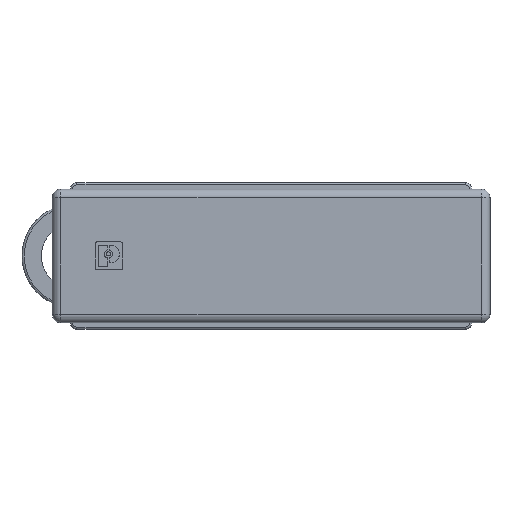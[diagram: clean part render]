
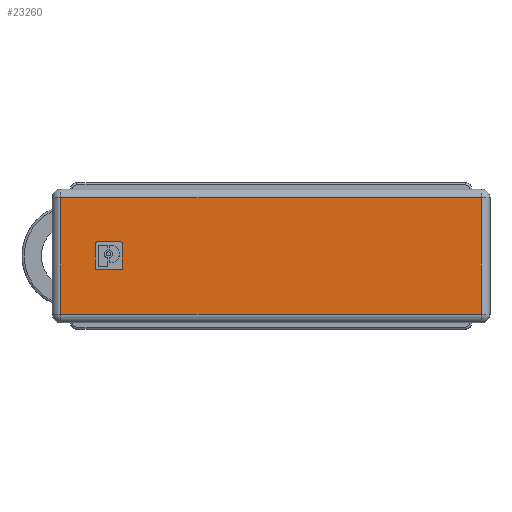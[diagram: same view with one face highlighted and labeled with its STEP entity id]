
A CAD part, top view. The second image highlights one B-rep face of the part: STEP entity #23260.
In plain terms, the highlighted planar face has unit normal (0, 0, 1).
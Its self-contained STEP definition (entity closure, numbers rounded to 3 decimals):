
#2520=CARTESIAN_POINT('',(83.571,12.25,10.6));
#2530=CARTESIAN_POINT('',(83.684,12.25,10.6));
#2540=CARTESIAN_POINT('',(83.794,12.295,10.6));
#2550=CARTESIAN_POINT('',(83.955,12.456,10.6));
#2560=CARTESIAN_POINT('',(84.,12.566,10.6));
#2570=CARTESIAN_POINT('',(84.,12.679,10.6));
#2580=B_SPLINE_CURVE_WITH_KNOTS('',3,(#2520,#2530,#2540,#2550,#2560,
#2570),.UNSPECIFIED.,.F.,.F.,(4,2,4),(0.,1.,2.),.UNSPECIFIED.);
#2590=CARTESIAN_POINT('',(83.571,12.25,10.6));
#2600=VERTEX_POINT('',#2590);
#2610=CARTESIAN_POINT('',(84.,12.679,10.6));
#2620=VERTEX_POINT('',#2610);
#2630=EDGE_CURVE('',#2600,#2620,#2580,.T.);
#8880=CARTESIAN_POINT('',(77.715,0.,10.6));
#8890=DIRECTION('',(0.,1.,0.));
#8900=VECTOR('',#8890,1.);
#8910=LINE('',#8880,#8900);
#8920=CARTESIAN_POINT('',(77.715,12.679,10.6));
#8930=VERTEX_POINT('',#8920);
#8940=CARTESIAN_POINT('',(77.715,18.321,10.6));
#8950=VERTEX_POINT('',#8940);
#8960=EDGE_CURVE('',#8930,#8950,#8910,.T.);
#11560=CARTESIAN_POINT('',(84.,0.,10.6));
#11570=DIRECTION('',(0.,1.,0.));
#11580=VECTOR('',#11570,1.);
#11590=LINE('',#11560,#11580);
#11600=CARTESIAN_POINT('',(84.,18.321,10.6));
#11610=VERTEX_POINT('',#11600);
#11620=EDGE_CURVE('',#2620,#11610,#11590,.T.);
#11940=CARTESIAN_POINT('',(0.,18.75,10.6));
#11950=DIRECTION('',(-1.,0.,0.));
#11960=VECTOR('',#11950,1.);
#11970=LINE('',#11940,#11960);
#11980=CARTESIAN_POINT('',(83.571,18.75,10.6));
#11990=VERTEX_POINT('',#11980);
#12000=CARTESIAN_POINT('',(78.144,18.75,10.6));
#12010=VERTEX_POINT('',#12000);
#12020=EDGE_CURVE('',#11990,#12010,#11970,.T.);
#13830=CARTESIAN_POINT('',(78.144,18.75,10.6));
#13840=CARTESIAN_POINT('',(78.03,18.75,10.6));
#13850=CARTESIAN_POINT('',(77.921,18.705,10.6));
#13860=CARTESIAN_POINT('',(77.76,18.544,10.6));
#13870=CARTESIAN_POINT('',(77.715,18.434,10.6));
#13880=CARTESIAN_POINT('',(77.715,18.321,10.6));
#13890=B_SPLINE_CURVE_WITH_KNOTS('',3,(#13830,#13840,#13850,#13860,
#13870,#13880),.UNSPECIFIED.,.F.,.F.,(4,2,4),(0.,1.,2.),.UNSPECIFIED.);
#13900=EDGE_CURVE('',#12010,#8950,#13890,.T.);
#15820=CARTESIAN_POINT('',(7.315,0.,10.6));
#15830=DIRECTION('',(0.,0.,1.));
#15840=DIRECTION('',(1.,0.,0.));
#15850=AXIS2_PLACEMENT_3D('',#15820,#15830,#15840);
#15860=PLANE('',#15850);
#16910=CARTESIAN_POINT('',(84.,18.321,10.6));
#16920=CARTESIAN_POINT('',(84.,18.434,10.6));
#16930=CARTESIAN_POINT('',(83.955,18.544,10.6));
#16940=CARTESIAN_POINT('',(83.794,18.705,10.6));
#16950=CARTESIAN_POINT('',(83.684,18.75,10.6));
#16960=CARTESIAN_POINT('',(83.571,18.75,10.6));
#16970=B_SPLINE_CURVE_WITH_KNOTS('',3,(#16910,#16920,#16930,#16940,
#16950,#16960),.UNSPECIFIED.,.F.,.F.,(4,2,4),(0.,1.,2.),.UNSPECIFIED.);
#16980=EDGE_CURVE('',#11610,#11990,#16970,.T.);
#19970=CARTESIAN_POINT('',(0.,12.25,10.6));
#19980=DIRECTION('',(-1.,0.,0.));
#19990=VECTOR('',#19980,1.);
#20000=LINE('',#19970,#19990);
#20010=CARTESIAN_POINT('',(78.144,12.25,10.6));
#20020=VERTEX_POINT('',#20010);
#20030=EDGE_CURVE('',#2600,#20020,#20000,.T.);
#21930=CARTESIAN_POINT('',(77.715,12.679,10.6));
#21940=CARTESIAN_POINT('',(77.715,12.566,10.6));
#21950=CARTESIAN_POINT('',(77.76,12.456,10.6));
#21960=CARTESIAN_POINT('',(77.921,12.295,10.6));
#21970=CARTESIAN_POINT('',(78.03,12.25,10.6));
#21980=CARTESIAN_POINT('',(78.144,12.25,10.6));
#21990=B_SPLINE_CURVE_WITH_KNOTS('',3,(#21930,#21940,#21950,#21960,
#21970,#21980),.UNSPECIFIED.,.F.,.F.,(4,2,4),(0.,1.,2.),.UNSPECIFIED.);
#22000=EDGE_CURVE('',#8930,#20020,#21990,.T.);
#22820=ORIENTED_EDGE('',*,*,#8960,.T.);
#22830=ORIENTED_EDGE('',*,*,#22000,.F.);
#22840=ORIENTED_EDGE('',*,*,#20030,.T.);
#22850=ORIENTED_EDGE('',*,*,#2630,.F.);
#22860=ORIENTED_EDGE('',*,*,#11620,.F.);
#22870=ORIENTED_EDGE('',*,*,#16980,.F.);
#22880=ORIENTED_EDGE('',*,*,#12020,.F.);
#22890=ORIENTED_EDGE('',*,*,#13900,.F.);
#22900=EDGE_LOOP('',(#22890,#22880,#22870,#22860,#22850,#22840,#22830,
#22820));
#22910=FACE_BOUND('',#22900,.T.);
#22920=CARTESIAN_POINT('',(0.,29.,10.6));
#22930=DIRECTION('',(-1.,0.,0.));
#22940=VECTOR('',#22930,1.);
#22950=LINE('',#22920,#22940);
#22960=CARTESIAN_POINT('',(92.,29.,10.6));
#22970=VERTEX_POINT('',#22960);
#22980=CARTESIAN_POINT('',(-5.5,29.,10.6));
#22990=VERTEX_POINT('',#22980);
#23000=EDGE_CURVE('',#22970,#22990,#22950,.T.);
#23010=ORIENTED_EDGE('',*,*,#23000,.T.);
#23020=CARTESIAN_POINT('',(92.,0.,10.6));
#23030=DIRECTION('',(0.,-1.,0.));
#23040=VECTOR('',#23030,1.);
#23050=LINE('',#23020,#23040);
#23060=CARTESIAN_POINT('',(92.,2.,10.6));
#23070=VERTEX_POINT('',#23060);
#23080=EDGE_CURVE('',#22970,#23070,#23050,.T.);
#23090=ORIENTED_EDGE('',*,*,#23080,.F.);
#23100=CARTESIAN_POINT('',(0.,2.,10.6));
#23110=DIRECTION('',(1.,0.,0.));
#23120=VECTOR('',#23110,1.);
#23130=LINE('',#23100,#23120);
#23140=CARTESIAN_POINT('',(-5.5,2.,10.6));
#23150=VERTEX_POINT('',#23140);
#23160=EDGE_CURVE('',#23150,#23070,#23130,.T.);
#23170=ORIENTED_EDGE('',*,*,#23160,.T.);
#23180=CARTESIAN_POINT('',(-5.5,0.,10.6));
#23190=DIRECTION('',(0.,-1.,0.));
#23200=VECTOR('',#23190,1.);
#23210=LINE('',#23180,#23200);
#23220=EDGE_CURVE('',#22990,#23150,#23210,.T.);
#23230=ORIENTED_EDGE('',*,*,#23220,.T.);
#23240=EDGE_LOOP('',(#23230,#23170,#23090,#23010));
#23250=FACE_OUTER_BOUND('',#23240,.T.);
#23260=ADVANCED_FACE('',(#22910,#23250),#15860,.T.);
